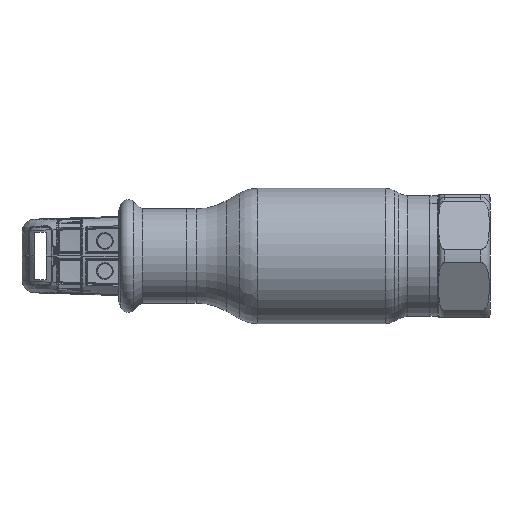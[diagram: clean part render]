
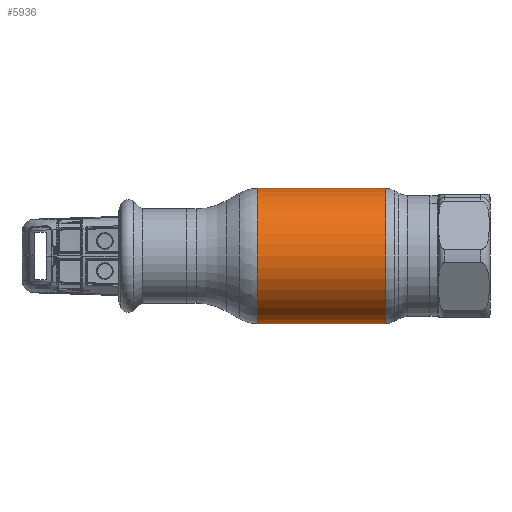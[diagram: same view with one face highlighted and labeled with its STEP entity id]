
A CAD part, front view. The second image highlights one B-rep face of the part: STEP entity #5936.
In plain terms, the highlighted cylindrical face has radius 22.5 mm (diameter 45 mm), a partial arc.
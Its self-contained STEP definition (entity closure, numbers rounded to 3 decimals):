
#2079 = CARTESIAN_POINT ( 'NONE',  ( -62.69, 0., 0. ) ) ;
#2196 = VERTEX_POINT ( 'NONE', #31038 ) ;
#2793 = EDGE_CURVE ( 'NONE', #2196, #19571, #37516, .T. ) ;
#3103 = ORIENTED_EDGE ( 'NONE', *, *, #65796, .F. ) ;
#5907 = DIRECTION ( 'NONE',  ( 0., 0., 1. ) ) ;
#5936 = ADVANCED_FACE ( 'NONE', ( #56102 ), #22752, .T. ) ;
#6831 = CARTESIAN_POINT ( 'NONE',  ( -62.69, 0., -22.5 ) ) ;
#6981 = DIRECTION ( 'NONE',  ( 0., 0., 1. ) ) ;
#7870 = ORIENTED_EDGE ( 'NONE', *, *, #2793, .T. ) ;
#8251 = DIRECTION ( 'NONE',  ( -1., 0., 0. ) ) ;
#10675 = AXIS2_PLACEMENT_3D ( 'NONE', #2079, #63127, #6981 ) ;
#12293 = LINE ( 'NONE', #6831, #35395 ) ;
#16411 = DIRECTION ( 'NONE',  ( -1., 0., 0. ) ) ;
#16815 = AXIS2_PLACEMENT_3D ( 'NONE', #49097, #48884, #64144 ) ;
#17819 = CIRCLE ( 'NONE', #16815, 22.5 ) ;
#18141 = EDGE_CURVE ( 'NONE', #57789, #2196, #56982, .T. ) ;
#19571 = VERTEX_POINT ( 'NONE', #34833 ) ;
#21284 = CARTESIAN_POINT ( 'NONE',  ( -21.285, 0., -22.5 ) ) ;
#22752 = CYLINDRICAL_SURFACE ( 'NONE', #10675, 22.5 ) ;
#26162 = CARTESIAN_POINT ( 'NONE',  ( 21.285, 0., -22.5 ) ) ;
#27920 = ORIENTED_EDGE ( 'NONE', *, *, #60420, .F. ) ;
#31038 = CARTESIAN_POINT ( 'NONE',  ( 21.285, 0., 22.5 ) ) ;
#31543 = DIRECTION ( 'NONE',  ( -1., 0., 0. ) ) ;
#34445 = EDGE_LOOP ( 'NONE', ( #27920, #35121, #7870, #3103 ) ) ;
#34833 = CARTESIAN_POINT ( 'NONE',  ( -21.285, 0., 22.5 ) ) ;
#35121 = ORIENTED_EDGE ( 'NONE', *, *, #18141, .T. ) ;
#35395 = VECTOR ( 'NONE', #31543, 1000. ) ;
#36659 = CARTESIAN_POINT ( 'NONE',  ( 21.285, 0., 0. ) ) ;
#37516 = LINE ( 'NONE', #48704, #49389 ) ;
#48704 = CARTESIAN_POINT ( 'NONE',  ( -62.69, 0., 22.5 ) ) ;
#48884 = DIRECTION ( 'NONE',  ( -1., 0., 0. ) ) ;
#49097 = CARTESIAN_POINT ( 'NONE',  ( -21.285, 0., 0. ) ) ;
#49389 = VECTOR ( 'NONE', #8251, 1000. ) ;
#54985 = VERTEX_POINT ( 'NONE', #21284 ) ;
#56102 = FACE_OUTER_BOUND ( 'NONE', #34445, .T. ) ;
#56982 = CIRCLE ( 'NONE', #64094, 22.5 ) ;
#57789 = VERTEX_POINT ( 'NONE', #26162 ) ;
#60420 = EDGE_CURVE ( 'NONE', #57789, #54985, #12293, .T. ) ;
#63127 = DIRECTION ( 'NONE',  ( -1., 0., 0. ) ) ;
#64094 = AXIS2_PLACEMENT_3D ( 'NONE', #36659, #16411, #5907 ) ;
#64144 = DIRECTION ( 'NONE',  ( 0., 0., 1. ) ) ;
#65796 = EDGE_CURVE ( 'NONE', #54985, #19571, #17819, .T. ) ;
